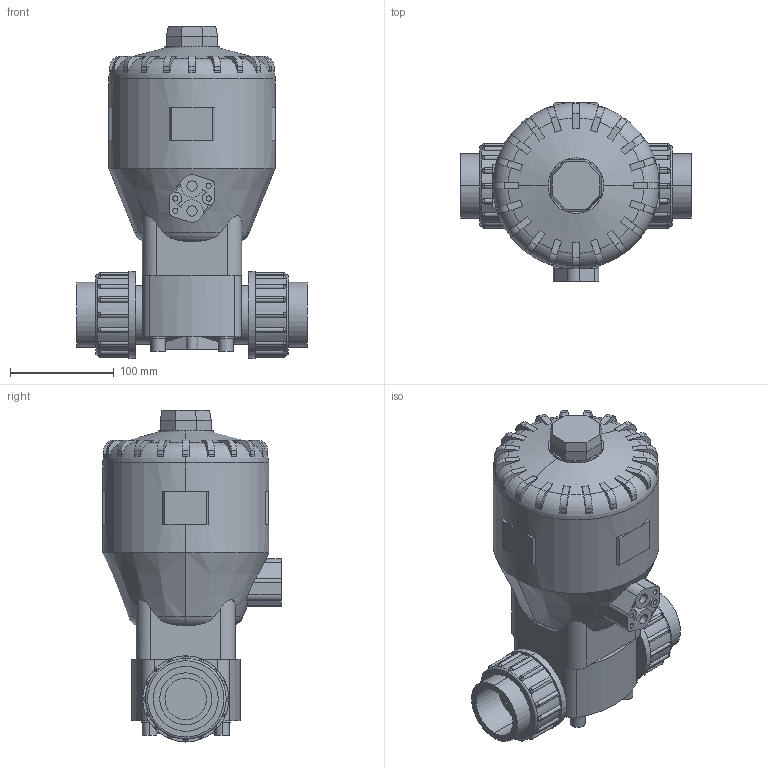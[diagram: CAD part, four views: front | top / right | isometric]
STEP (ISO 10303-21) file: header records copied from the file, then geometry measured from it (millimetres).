
FILE_DESCRIPTION(('STEP AP214'),'1');
FILE_NAME('cctmp_0D5F5E30-9D07-47A7-A9FC-61AF075421A6_2021_10_27_13_06_32_0096..stp','2021-10-27T11:06:32',('Praher Valves GmbH'),('CADClick - www.CADClick.com'),'Spatial InterOp 3D',' ','unknown authorization');
FILE_SCHEMA(('AUTOMOTIVE_DESIGN'));
Length unit declared in the file: millimetre
Products named in the file (1): 125630
Bounding box: 222 x 172 x 319.5 mm (x, y, z)
Volume: 4459811.4 mm3; surface area: 236319.4 mm2
Topology: 1 solids, 3 shells, 477 faces, 1234 edges, 798 vertices
Faces by surface type: cylinder 206, plane 191, sphere 64, torus 12, cone 4
Entity records: 20807 total; most frequent: CARTESIAN_POINT 5241, DIRECTION 2540, ORIENTED_EDGE 2468, EDGE_CURVE 1234, AXIS2_PLACEMENT_3D 1024, VERTEX_POINT 798, CIRCLE 538, EDGE_LOOP 512
